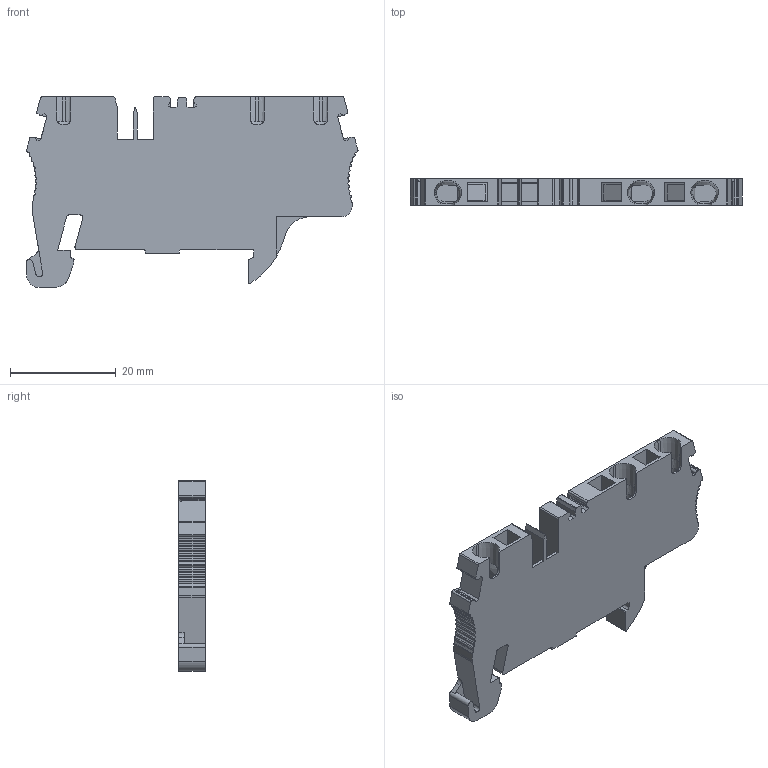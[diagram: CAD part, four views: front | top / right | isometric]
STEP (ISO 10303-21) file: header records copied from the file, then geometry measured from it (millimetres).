
FILE_DESCRIPTION(/* description */ ('Unknown'),/* implementation_level */ '2;1');
FILE_NAME(/* name */ 'SGQ2_5-1X2_3D_SOLID',/* time_stamp */ '2021-04-26T17:15:01+06:00',/* author */ ('Unknown'),/* organization */ ('Unknown'),/* preprocessor_version */ 'ST-DEVELOPER v16.7',/* originating_system */ 'DEX',/* authorisation */ $);
FILE_SCHEMA (('AUTOMOTIVE_DESIGN {1 0 10303 214 3 1 1}'));
Length unit declared in the file: millimetre
Products named in the file (1): SGQ2_5-1X2_3D_SOLID
Bounding box: 62.82 x 5 x 36 mm (x, y, z)
Volume: 6881.8 mm3; surface area: 5941.7 mm2
Topology: 1 solids, 2 shells, 302 faces, 908 edges, 613 vertices
Faces by surface type: plane 168, cylinder 125, cone 6, bspline 3
Entity records: 10580 total; most frequent: CARTESIAN_POINT 2181, ORIENTED_EDGE 1810, DIRECTION 1741, EDGE_CURVE 905, VERTEX_POINT 613, LINE 597, VECTOR 597, AXIS2_PLACEMENT_3D 572
